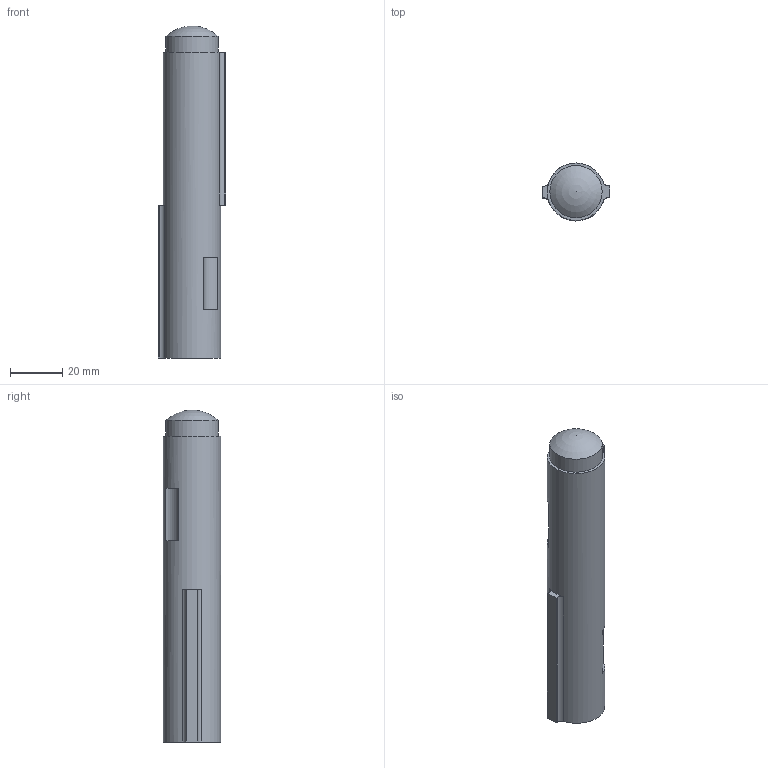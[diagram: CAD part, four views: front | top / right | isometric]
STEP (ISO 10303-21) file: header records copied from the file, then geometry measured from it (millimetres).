
FILE_DESCRIPTION((''),'2;1');
FILE_NAME('1514SO.stp','2008-12-19T08:53:24',('Giuliano'),(''),'Autodesk Inventor 2009','Autodesk Inventor 2009','');
FILE_SCHEMA(('AUTOMOTIVE_DESIGN { 1 0 10303 214 1 1 1 1 }'));
Length unit declared in the file: millimetre
Products named in the file (1): Pièce14
Bounding box: 26 x 22 x 127 mm (x, y, z)
Volume: 47695.2 mm3; surface area: 19337.4 mm2
Topology: 1 solids, 1 shells, 606 faces, 1801 edges, 1200 vertices
Faces by surface type: plane 593, cylinder 11, cone 1, sphere 1
Full cylindrical faces by diameter (mm): 14 x1, 14.05 x1, 14.5 x1, 20 x1, 22 x1
Entity records: 21601 total; most frequent: DIRECTION 3604, CARTESIAN_POINT 3585, ORIENTED_EDGE 3570, EDGE_CURVE 1785, AXIS2_PLACEMENT_3D 1212, VERTEX_POINT 1193, VECTOR 1180, LINE 1180
